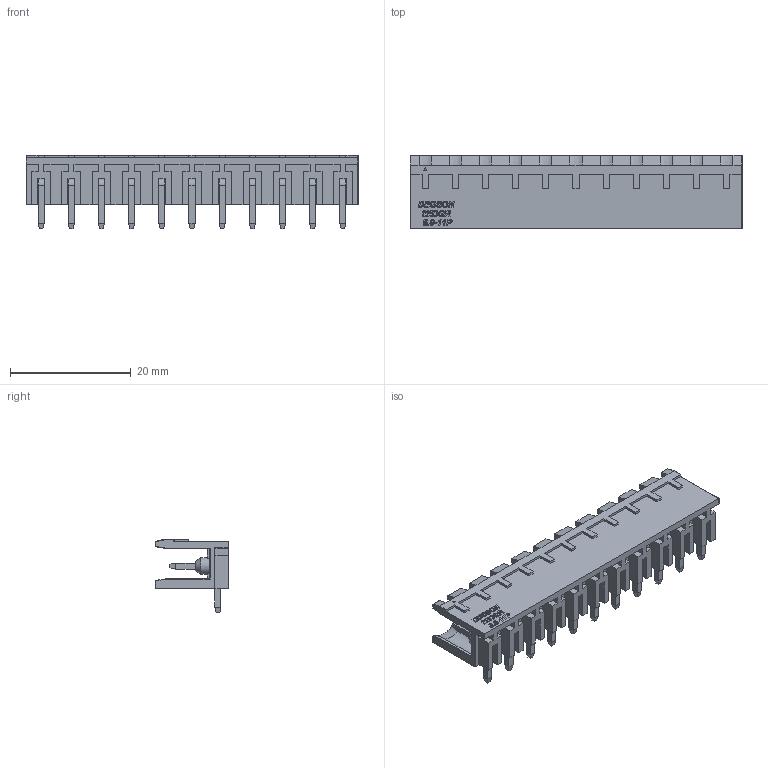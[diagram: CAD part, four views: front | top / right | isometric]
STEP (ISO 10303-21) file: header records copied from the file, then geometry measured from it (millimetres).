
FILE_DESCRIPTION (( 'STEP AP214' ), '1' );
FILE_NAME ('2EDGR-5.0-11P-14-00AH.STEP', '2021-02-12T18:56:30', ( '' ), ( '' ), 'SwSTEP 2.0', 'SolidWorks 2020', '' );
FILE_SCHEMA (( 'AUTOMOTIVE_DESIGN' ));
Length unit declared in the file: millimetre
Products named in the file (1): 2EDGR-5.0-11P-14-00AH
Bounding box: 55 x 12.1 x 12.2 mm (x, y, z)
Volume: 2240.4 mm3; surface area: 4595.4 mm2
Topology: 1 solids, 1 shells, 1020 faces, 2688 edges, 1700 vertices
Faces by surface type: plane 736, bspline 134, cylinder 89, cone 33, torus 22, sphere 6
Entity records: 42998 total; most frequent: CARTESIAN_POINT 13591, ORIENTED_EDGE 5364, DIRECTION 4395, EDGE_CURVE 2682, VECTOR 2119, LINE 2119, VERTEX_POINT 1700, AXIS2_PLACEMENT_3D 1138
